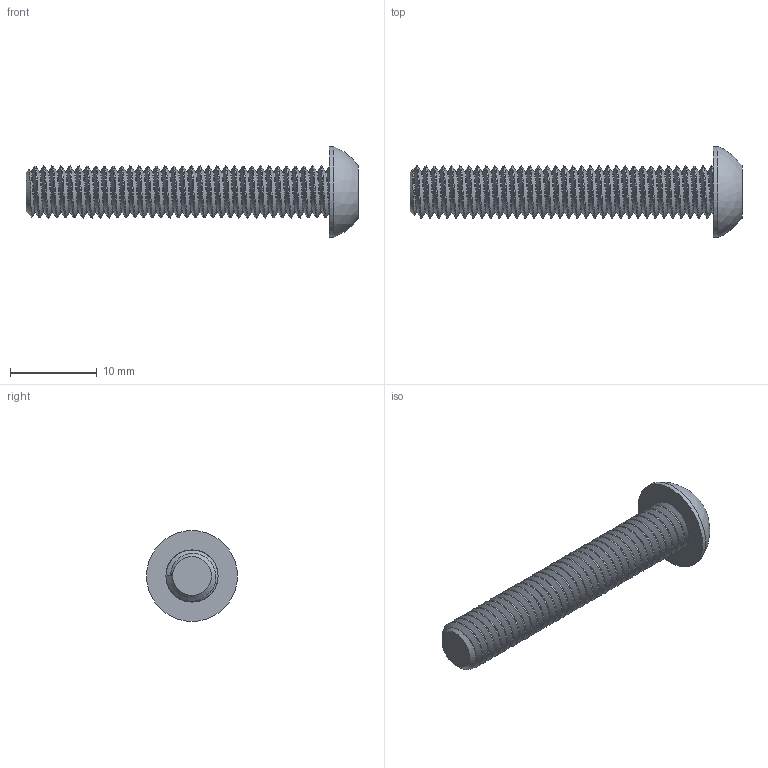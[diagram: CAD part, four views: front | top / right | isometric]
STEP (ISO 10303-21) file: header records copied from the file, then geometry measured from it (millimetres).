
FILE_DESCRIPTION(/* description */ (''),/* implementation_level */ '2;1');
FILE_NAME(/* name */ 'M6x35BHCS-0 v1.step',/* time_stamp */ '2020-09-15T08:17:03-04:00',/* author */ (''),/* organization */ (''),/* preprocessor_version */ 'ST-DEVELOPER v18.1',/* originating_system */ 'Autodesk Translation Framework v9.3.0.1241',/* authorisation */ '');
FILE_SCHEMA (('AUTOMOTIVE_DESIGN { 1 0 10303 214 3 1 1 }'));
Length unit declared in the file: millimetre
Products named in the file (2): M6x35BHCS-0; 92095A246
Assembly tree (1 placements, depth 2):
  M6x35BHCS-0
    92095A246
Bounding box: 38.3 x 10.5 x 10.5 mm (x, y, z)
Volume: 966.5 mm3; surface area: 1332 mm2
Topology: 1 solids, 1 shells, 98 faces, 266 edges, 173 vertices
Faces by surface type: cylinder 76, plane 12, cone 7, bspline 2, sphere 1
Full cylindrical faces by diameter (mm): 4.701 x35, 6 x34, 10.5 x1
Entity records: 8632 total; most frequent: CARTESIAN_POINT 6501, ORIENTED_EDGE 532, DIRECTION 320, EDGE_CURVE 266, VERTEX_POINT 173, AXIS2_PLACEMENT_3D 113, EDGE_LOOP 101, FACE_OUTER_BOUND 98
